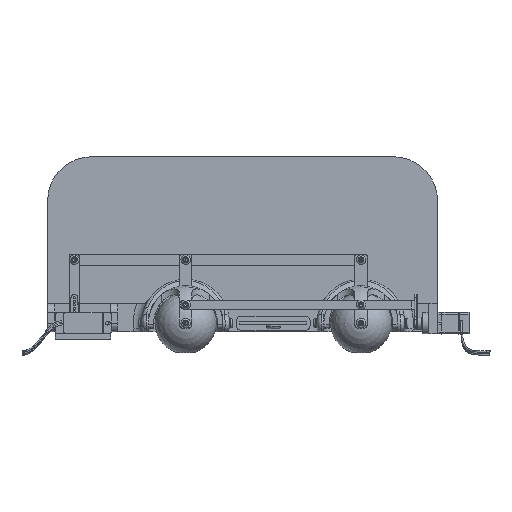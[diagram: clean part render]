
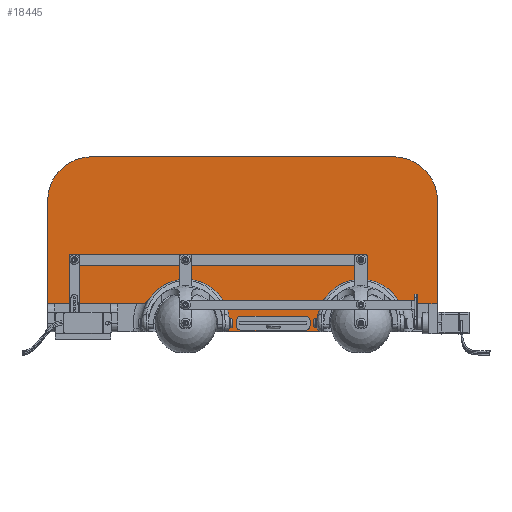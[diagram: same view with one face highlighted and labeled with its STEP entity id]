
A CAD part, top view. The second image highlights one B-rep face of the part: STEP entity #18445.
In plain terms, the highlighted planar face has unit normal (0, 0, 1).
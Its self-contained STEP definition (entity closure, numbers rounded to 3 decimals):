
#1433=FACE_BOUND('',#3285,.T.);
#1576=PLANE('',#19973);
#2136=FACE_OUTER_BOUND('',#3284,.T.);
#3284=EDGE_LOOP('',(#13556,#13557,#13558,#13559,#13560,#13561));
#3285=EDGE_LOOP('',(#13562,#13563,#13564,#13565,#13566,#13567,#13568,#13569));
#4414=LINE('',#41276,#5850);
#4424=LINE('',#41304,#5860);
#4427=LINE('',#41312,#5863);
#4437=LINE('',#41335,#5873);
#4440=LINE('',#41347,#5876);
#4443=LINE('',#41353,#5879);
#4444=LINE('',#41355,#5880);
#4445=LINE('',#41357,#5881);
#5850=VECTOR('',#22393,10.);
#5860=VECTOR('',#22417,10.);
#5863=VECTOR('',#22426,10.);
#5873=VECTOR('',#22452,10.);
#5876=VECTOR('',#22463,10.);
#5879=VECTOR('',#22468,10.);
#5880=VECTOR('',#22469,10.);
#5881=VECTOR('',#22470,10.);
#7319=CIRCLE('',#19949,2.5);
#7323=CIRCLE('',#19956,2.5);
#7324=CIRCLE('',#19959,2.5);
#7325=CIRCLE('',#19962,2.5);
#7327=CIRCLE('',#19971,25.);
#7328=CIRCLE('',#19974,25.);
#8177=VERTEX_POINT('',#41266);
#8178=VERTEX_POINT('',#41268);
#8180=VERTEX_POINT('',#41274);
#8190=VERTEX_POINT('',#41298);
#8191=VERTEX_POINT('',#41302);
#8192=VERTEX_POINT('',#41306);
#8193=VERTEX_POINT('',#41308);
#8194=VERTEX_POINT('',#41314);
#8201=VERTEX_POINT('',#41340);
#8202=VERTEX_POINT('',#41342);
#8203=VERTEX_POINT('',#41346);
#8205=VERTEX_POINT('',#41352);
#8206=VERTEX_POINT('',#41354);
#8207=VERTEX_POINT('',#41356);
#10104=EDGE_CURVE('',#8177,#8178,#7319,.F.);
#10108=EDGE_CURVE('',#8177,#8180,#4414,.T.);
#10120=EDGE_CURVE('',#8190,#8180,#7323,.F.);
#10122=EDGE_CURVE('',#8190,#8191,#4424,.T.);
#10124=EDGE_CURVE('',#8192,#8193,#7324,.F.);
#10126=EDGE_CURVE('',#8192,#8178,#4427,.T.);
#10128=EDGE_CURVE('',#8194,#8191,#7325,.F.);
#10137=EDGE_CURVE('',#8194,#8193,#4437,.T.);
#10140=EDGE_CURVE('',#8201,#8202,#7327,.T.);
#10142=EDGE_CURVE('',#8203,#8202,#4440,.T.);
#10145=EDGE_CURVE('',#8201,#8205,#4443,.T.);
#10146=EDGE_CURVE('',#8205,#8206,#4444,.T.);
#10147=EDGE_CURVE('',#8206,#8207,#4445,.T.);
#10148=EDGE_CURVE('',#8203,#8207,#7328,.T.);
#13556=ORIENTED_EDGE('',*,*,#10140,.F.);
#13557=ORIENTED_EDGE('',*,*,#10145,.T.);
#13558=ORIENTED_EDGE('',*,*,#10146,.T.);
#13559=ORIENTED_EDGE('',*,*,#10147,.T.);
#13560=ORIENTED_EDGE('',*,*,#10148,.F.);
#13561=ORIENTED_EDGE('',*,*,#10142,.T.);
#13562=ORIENTED_EDGE('',*,*,#10108,.T.);
#13563=ORIENTED_EDGE('',*,*,#10120,.F.);
#13564=ORIENTED_EDGE('',*,*,#10122,.T.);
#13565=ORIENTED_EDGE('',*,*,#10128,.F.);
#13566=ORIENTED_EDGE('',*,*,#10137,.T.);
#13567=ORIENTED_EDGE('',*,*,#10124,.F.);
#13568=ORIENTED_EDGE('',*,*,#10126,.T.);
#13569=ORIENTED_EDGE('',*,*,#10104,.F.);
#18445=ADVANCED_FACE('',(#2136,#1433),#1576,.F.);
#19949=AXIS2_PLACEMENT_3D('',#41269,#22386,#22387);
#19956=AXIS2_PLACEMENT_3D('',#41300,#22412,#22413);
#19959=AXIS2_PLACEMENT_3D('',#41309,#22421,#22422);
#19962=AXIS2_PLACEMENT_3D('',#41316,#22430,#22431);
#19971=AXIS2_PLACEMENT_3D('',#41343,#22458,#22459);
#19973=AXIS2_PLACEMENT_3D('',#41351,#22466,#22467);
#19974=AXIS2_PLACEMENT_3D('',#41358,#22471,#22472);
#22386=DIRECTION('center_axis',(0.,0.,
-1.));
#22387=DIRECTION('ref_axis',(0.707,0.707,0.));
#22393=DIRECTION('',(0.,-1.,0.));
#22412=DIRECTION('center_axis',(0.,0.,
-1.));
#22413=DIRECTION('ref_axis',(0.707,-0.707,0.));
#22417=DIRECTION('',(-1.,0.,0.));
#22421=DIRECTION('center_axis',(0.,0.,
-1.));
#22422=DIRECTION('ref_axis',(-0.707,0.707,0.));
#22426=DIRECTION('',(1.,0.,0.));
#22430=DIRECTION('center_axis',(0.,0.,
-1.));
#22431=DIRECTION('ref_axis',(-0.707,-0.707,0.));
#22452=DIRECTION('',(0.,1.,0.));
#22458=DIRECTION('center_axis',(0.,0.,
-1.));
#22459=DIRECTION('ref_axis',(-0.707,0.707,0.));
#22463=DIRECTION('',(-1.,0.,0.));
#22466=DIRECTION('center_axis',(0.,0.,
-1.));
#22467=DIRECTION('ref_axis',(1.,0.,0.));
#22468=DIRECTION('',(0.,-1.,0.));
#22469=DIRECTION('',(1.,0.,0.));
#22470=DIRECTION('',(0.,1.,0.));
#22471=DIRECTION('center_axis',(0.,0.,
-1.));
#22472=DIRECTION('ref_axis',(0.707,0.707,0.));
#41266=CARTESIAN_POINT('',(-29.,1.5,0.));
#41268=CARTESIAN_POINT('',(-31.5,4.,0.));
#41269=CARTESIAN_POINT('Origin',(-31.5,1.5,0.));
#41274=CARTESIAN_POINT('',(-29.,-1.5,0.));
#41276=CARTESIAN_POINT('',(-29.,20.5,0.));
#41298=CARTESIAN_POINT('',(-31.5,-4.,0.));
#41300=CARTESIAN_POINT('Origin',(-31.5,-1.5,0.));
#41302=CARTESIAN_POINT('',(-68.5,-4.,0.));
#41304=CARTESIAN_POINT('',(-69.25,-4.,0.));
#41306=CARTESIAN_POINT('',(-68.5,4.,0.));
#41308=CARTESIAN_POINT('',(-71.,1.5,0.));
#41309=CARTESIAN_POINT('Origin',(-68.5,1.5,0.));
#41312=CARTESIAN_POINT('',(-48.25,4.,0.));
#41314=CARTESIAN_POINT('',(-71.,-1.5,0.));
#41316=CARTESIAN_POINT('Origin',(-68.5,-1.5,0.));
#41335=CARTESIAN_POINT('',(-71.,24.5,0.));
#41340=CARTESIAN_POINT('',(-178.768,70.,0.));
#41342=CARTESIAN_POINT('',(-153.768,95.,0.));
#41343=CARTESIAN_POINT('Origin',(-153.768,70.,0.));
#41346=CARTESIAN_POINT('',(18.768,95.,0.));
#41347=CARTESIAN_POINT('',(43.768,95.,0.));
#41351=CARTESIAN_POINT('Origin',(-67.5,45.,0.));
#41352=CARTESIAN_POINT('',(-178.768,-5.,0.));
#41353=CARTESIAN_POINT('',(-178.768,95.,0.));
#41354=CARTESIAN_POINT('',(43.768,-5.,0.));
#41355=CARTESIAN_POINT('',(-178.768,-5.,0.));
#41356=CARTESIAN_POINT('',(43.768,70.,0.));
#41357=CARTESIAN_POINT('',(43.768,-5.,0.));
#41358=CARTESIAN_POINT('Origin',(18.768,70.,0.));
